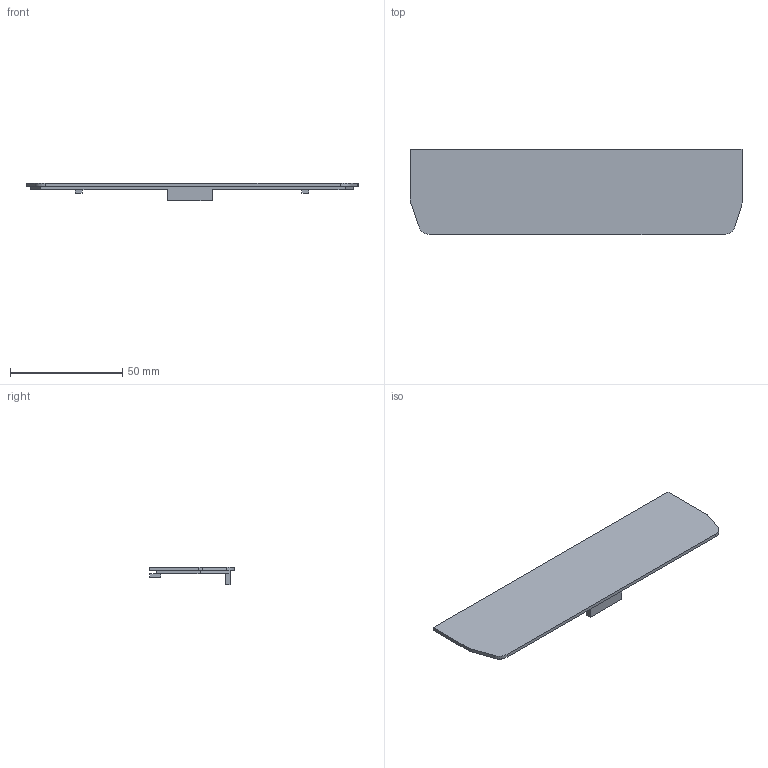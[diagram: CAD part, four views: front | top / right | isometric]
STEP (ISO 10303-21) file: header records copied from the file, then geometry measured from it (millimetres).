
FILE_DESCRIPTION(/* description */ (''),/* implementation_level */ '2;1');
FILE_NAME(/* name */ 'tool_box_insert_test_v3_insert.step',/* time_stamp */ '2024-11-30T17:06:36+01:00',/* author */ (''),/* organization */ (''),/* preprocessor_version */ 'ST-DEVELOPER v20',/* originating_system */ 'Autodesk Translation Framework v13.20.0.188',/* authorisation */ '');
FILE_SCHEMA (('AUTOMOTIVE_DESIGN { 1 0 10303 214 3 1 1 }'));
Length unit declared in the file: millimetre
Products named in the file (1): (Unsaved)
Bounding box: 148 x 37.91 x 8 mm (x, y, z)
Volume: 15555.6 mm3; surface area: 12442.1 mm2
Topology: 1 solids, 1 shells, 37 faces, 98 edges, 64 vertices
Faces by surface type: plane 32, cylinder 5
Entity records: 1170 total; most frequent: CARTESIAN_POINT 200, ORIENTED_EDGE 196, DIRECTION 184, EDGE_CURVE 98, LINE 88, VECTOR 88, VERTEX_POINT 64, AXIS2_PLACEMENT_3D 48
